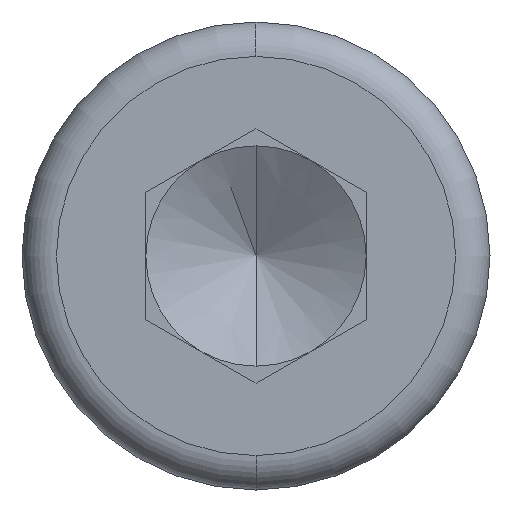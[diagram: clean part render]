
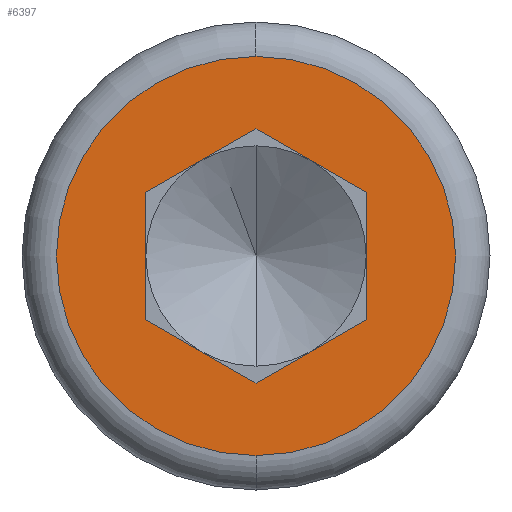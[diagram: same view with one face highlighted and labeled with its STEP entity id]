
A CAD part, left-side view. The second image highlights one B-rep face of the part: STEP entity #6397.
In plain terms, the highlighted planar face has unit normal (-1, 0, 0).
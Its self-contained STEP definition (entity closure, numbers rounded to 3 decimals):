
#17 = DIRECTION ( 'NONE',  ( 0., -0.866, 0.5 ) ) ;
#32 = DIRECTION ( 'NONE',  ( 0., 0., -1. ) ) ;
#40 = DIRECTION ( 'NONE',  ( 0., 0., -1. ) ) ;
#242 = ORIENTED_EDGE ( 'NONE', *, *, #6273, .T. ) ;
#250 = CARTESIAN_POINT ( 'NONE',  ( 0., 0., 3.625 ) ) ;
#342 = DIRECTION ( 'NONE',  ( 0., 0.866, 0.5 ) ) ;
#570 = VERTEX_POINT ( 'NONE', #7233 ) ;
#895 = LINE ( 'NONE', #939, #7093 ) ;
#939 = CARTESIAN_POINT ( 'NONE',  ( 0., 0., -2.309 ) ) ;
#957 = EDGE_CURVE ( 'NONE', #5840, #5342, #1401, .T. ) ;
#960 = LINE ( 'NONE', #6372, #1931 ) ;
#1057 = CARTESIAN_POINT ( 'NONE',  ( 0., 2., -1.155 ) ) ;
#1127 = VERTEX_POINT ( 'NONE', #3349 ) ;
#1182 = CARTESIAN_POINT ( 'NONE',  ( 0., 0., 0. ) ) ;
#1215 = DIRECTION ( 'NONE',  ( -1., 0., 0. ) ) ;
#1401 = CIRCLE ( 'NONE', #1787, 3.625 ) ;
#1603 = ORIENTED_EDGE ( 'NONE', *, *, #957, .T. ) ;
#1623 = EDGE_CURVE ( 'NONE', #3988, #5517, #2765, .T. ) ;
#1787 = AXIS2_PLACEMENT_3D ( 'NONE', #3108, #1788, #40 ) ;
#1788 = DIRECTION ( 'NONE',  ( -1., 0., 0. ) ) ;
#1931 = VECTOR ( 'NONE', #5849, 1000. ) ;
#2329 = ORIENTED_EDGE ( 'NONE', *, *, #5523, .T. ) ;
#2491 = DIRECTION ( 'NONE',  ( 1., 0., 0. ) ) ;
#2765 = LINE ( 'NONE', #1057, #3659 ) ;
#3108 = CARTESIAN_POINT ( 'NONE',  ( 0., 0., 0. ) ) ;
#3271 = ORIENTED_EDGE ( 'NONE', *, *, #5430, .T. ) ;
#3316 = VERTEX_POINT ( 'NONE', #5347 ) ;
#3349 = CARTESIAN_POINT ( 'NONE',  ( 0., 0., -2.309 ) ) ;
#3374 = CARTESIAN_POINT ( 'NONE',  ( 0., 0., -3.625 ) ) ;
#3490 = DIRECTION ( 'NONE',  ( 0., 0., 1. ) ) ;
#3587 = DIRECTION ( 'NONE',  ( 0., -0.866, -0.5 ) ) ;
#3659 = VECTOR ( 'NONE', #3490, 1000. ) ;
#3683 = FACE_OUTER_BOUND ( 'NONE', #5525, .T. ) ;
#3988 = VERTEX_POINT ( 'NONE', #4382 ) ;
#4011 = ORIENTED_EDGE ( 'NONE', *, *, #7115, .T. ) ;
#4039 = LINE ( 'NONE', #7103, #5078 ) ;
#4101 = CARTESIAN_POINT ( 'NONE',  ( 0., 0., 2.309 ) ) ;
#4265 = PLANE ( 'NONE',  #4948 ) ;
#4382 = CARTESIAN_POINT ( 'NONE',  ( 0., 2., -1.155 ) ) ;
#4414 = CIRCLE ( 'NONE', #6984, 3.625 ) ;
#4553 = VECTOR ( 'NONE', #17, 1000. ) ;
#4602 = DIRECTION ( 'NONE',  ( 0., 0., -1. ) ) ;
#4777 = VERTEX_POINT ( 'NONE', #5075 ) ;
#4830 = CARTESIAN_POINT ( 'NONE',  ( 0., 0., 0. ) ) ;
#4948 = AXIS2_PLACEMENT_3D ( 'NONE', #4830, #2491, #6142 ) ;
#5075 = CARTESIAN_POINT ( 'NONE',  ( 0., 0., 2.309 ) ) ;
#5078 = VECTOR ( 'NONE', #4602, 1000. ) ;
#5126 = EDGE_CURVE ( 'NONE', #5342, #5840, #4414, .T. ) ;
#5342 = VERTEX_POINT ( 'NONE', #3374 ) ;
#5347 = CARTESIAN_POINT ( 'NONE',  ( 0., -2., 1.155 ) ) ;
#5372 = EDGE_LOOP ( 'NONE', ( #4011, #3271, #6264, #2329, #6745, #242 ) ) ;
#5430 = EDGE_CURVE ( 'NONE', #1127, #3988, #895, .T. ) ;
#5456 = CARTESIAN_POINT ( 'NONE',  ( 0., 2., 1.155 ) ) ;
#5499 = VECTOR ( 'NONE', #3587, 1000. ) ;
#5517 = VERTEX_POINT ( 'NONE', #6653 ) ;
#5523 = EDGE_CURVE ( 'NONE', #5517, #4777, #7832, .T. ) ;
#5525 = EDGE_LOOP ( 'NONE', ( #6033, #1603 ) ) ;
#5840 = VERTEX_POINT ( 'NONE', #250 ) ;
#5849 = DIRECTION ( 'NONE',  ( 0., 0.866, -0.5 ) ) ;
#5956 = LINE ( 'NONE', #4101, #5499 ) ;
#6033 = ORIENTED_EDGE ( 'NONE', *, *, #5126, .T. ) ;
#6142 = DIRECTION ( 'NONE',  ( 0., 0., -1. ) ) ;
#6264 = ORIENTED_EDGE ( 'NONE', *, *, #1623, .T. ) ;
#6273 = EDGE_CURVE ( 'NONE', #3316, #570, #4039, .T. ) ;
#6372 = CARTESIAN_POINT ( 'NONE',  ( 0., -2., -1.155 ) ) ;
#6397 = ADVANCED_FACE ( 'NONE', ( #3683, #6740 ), #4265, .F. ) ;
#6653 = CARTESIAN_POINT ( 'NONE',  ( 0., 2., 1.155 ) ) ;
#6740 = FACE_BOUND ( 'NONE', #5372, .T. ) ;
#6745 = ORIENTED_EDGE ( 'NONE', *, *, #7633, .T. ) ;
#6984 = AXIS2_PLACEMENT_3D ( 'NONE', #1182, #1215, #32 ) ;
#7093 = VECTOR ( 'NONE', #342, 1000. ) ;
#7103 = CARTESIAN_POINT ( 'NONE',  ( 0., -2., 1.155 ) ) ;
#7115 = EDGE_CURVE ( 'NONE', #570, #1127, #960, .T. ) ;
#7233 = CARTESIAN_POINT ( 'NONE',  ( 0., -2., -1.155 ) ) ;
#7633 = EDGE_CURVE ( 'NONE', #4777, #3316, #5956, .T. ) ;
#7832 = LINE ( 'NONE', #5456, #4553 ) ;
